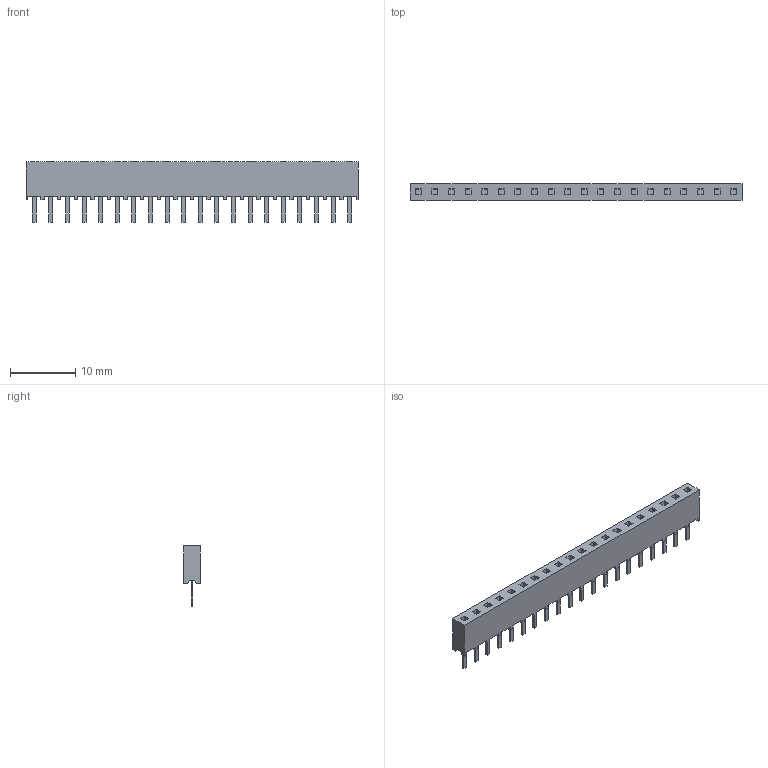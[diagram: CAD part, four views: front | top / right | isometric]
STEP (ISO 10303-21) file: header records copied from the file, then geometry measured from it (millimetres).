
FILE_DESCRIPTION((''), '2;1');
FILE_NAME( 'output_file', '2009-06-07T17:44:47-07:00', (''), (''), 'SolveSpace', '', '');
FILE_SCHEMA (('CONFIG_CONTROL_DESIGN'));
Length unit declared in the file: millimetre
Products named in the file (1): 1
Bounding box: 50.8 x 2.54 x 9.23 mm (x, y, z)
Surface area: 1319.1 mm2 (no closed solid volume)
Topology: 0 solids, 370 shells, 370 faces, 2128 edges, 2128 vertices
Faces by surface type: bspline 370
Entity records: 18672 total; most frequent: CARTESIAN_POINT 7381, VERTEX_POINT 2128, EDGE_CURVE 2128, ORIENTED_EDGE 2128, EDGE_LOOP 410, FACE_OUTER_BOUND 370, ADVANCED_FACE 370, COLOUR_RGB 370
